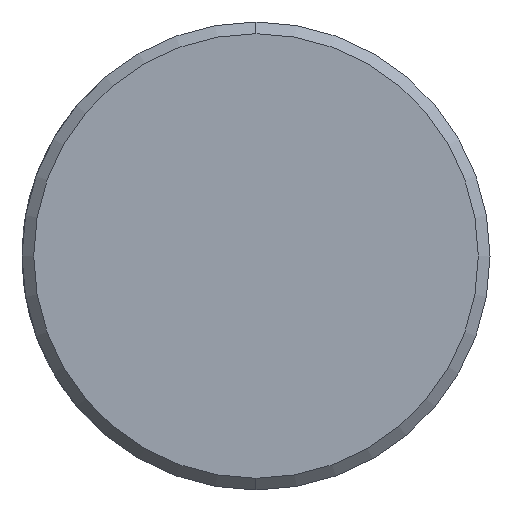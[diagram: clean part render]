
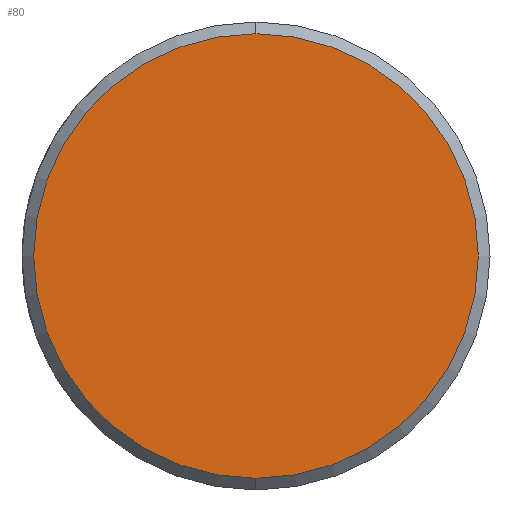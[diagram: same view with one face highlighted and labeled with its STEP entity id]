
A CAD part, left-side view. The second image highlights one B-rep face of the part: STEP entity #80.
In plain terms, the highlighted planar face has unit normal (-1, 0, 0).
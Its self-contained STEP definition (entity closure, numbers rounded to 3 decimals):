
#4 = CIRCLE ( 'NONE', #191, 1.9 ) ;
#16 = DIRECTION ( 'NONE',  ( 0., 0., -1. ) ) ;
#21 = CARTESIAN_POINT ( 'NONE',  ( -57.75, 0., 0. ) ) ;
#34 = ORIENTED_EDGE ( 'NONE', *, *, #127, .T. ) ;
#66 = EDGE_LOOP ( 'NONE', ( #179, #34 ) ) ;
#68 = CARTESIAN_POINT ( 'NONE',  ( -57.75, 0., 0. ) ) ;
#80 = ADVANCED_FACE ( 'NONE', ( #96 ), #149, .F. ) ;
#83 = VERTEX_POINT ( 'NONE', #117 ) ;
#91 = EDGE_CURVE ( 'NONE', #83, #272, #181, .T. ) ;
#96 = FACE_OUTER_BOUND ( 'NONE', #66, .T. ) ;
#117 = CARTESIAN_POINT ( 'NONE',  ( -57.75, 0., -1.9 ) ) ;
#127 = EDGE_CURVE ( 'NONE', #272, #83, #4, .T. ) ;
#138 = AXIS2_PLACEMENT_3D ( 'NONE', #144, #289, #237 ) ;
#144 = CARTESIAN_POINT ( 'NONE',  ( -57.75, 0., 0. ) ) ;
#148 = DIRECTION ( 'NONE',  ( 0., 0., -1. ) ) ;
#149 = PLANE ( 'NONE',  #219 ) ;
#179 = ORIENTED_EDGE ( 'NONE', *, *, #91, .T. ) ;
#181 = CIRCLE ( 'NONE', #138, 1.9 ) ;
#191 = AXIS2_PLACEMENT_3D ( 'NONE', #21, #220, #148 ) ;
#219 = AXIS2_PLACEMENT_3D ( 'NONE', #68, #266, #16 ) ;
#220 = DIRECTION ( 'NONE',  ( -1., 0., 0. ) ) ;
#237 = DIRECTION ( 'NONE',  ( 0., 0., -1. ) ) ;
#266 = DIRECTION ( 'NONE',  ( 1., 0., 0. ) ) ;
#272 = VERTEX_POINT ( 'NONE', #291 ) ;
#289 = DIRECTION ( 'NONE',  ( -1., 0., 0. ) ) ;
#291 = CARTESIAN_POINT ( 'NONE',  ( -57.75, 0., 1.9 ) ) ;
